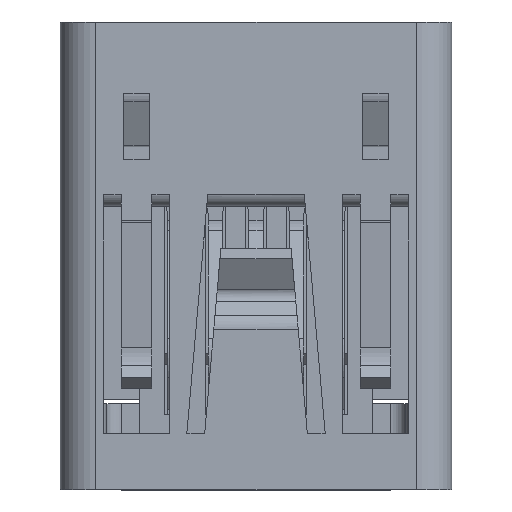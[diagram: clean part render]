
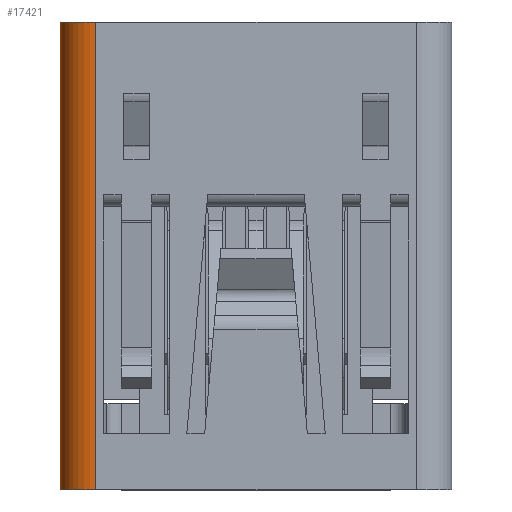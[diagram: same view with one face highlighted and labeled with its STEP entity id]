
A CAD part, top view. The second image highlights one B-rep face of the part: STEP entity #17421.
In plain terms, the highlighted cylindrical face has radius 0.7 mm (diameter 1.4 mm), a partial arc.
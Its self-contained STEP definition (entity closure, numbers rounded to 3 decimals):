
#490 = DIRECTION ( 'NONE',  ( 0., -1., 0. ) ) ;
#613 = DIRECTION ( 'NONE',  ( 1., 0., 0. ) ) ;
#1076 = ORIENTED_EDGE ( 'NONE', *, *, #2676, .F. ) ;
#1646 = CARTESIAN_POINT ( 'NONE',  ( -3.15, 0.175, 5.8 ) ) ;
#2301 = CARTESIAN_POINT ( 'NONE',  ( -3.15, -9.025, 5.8 ) ) ;
#2676 = EDGE_CURVE ( 'NONE', #7246, #16812, #17176, .T. ) ;
#3133 = CARTESIAN_POINT ( 'NONE',  ( -3.85, 5.727, 5.1 ) ) ;
#3298 = AXIS2_PLACEMENT_3D ( 'NONE', #7083, #18096, #8651 ) ;
#3466 = LINE ( 'NONE', #3133, #19733 ) ;
#3672 = FACE_OUTER_BOUND ( 'NONE', #13165, .T. ) ;
#3899 = EDGE_CURVE ( 'NONE', #17075, #16812, #17610, .T. ) ;
#6143 = CARTESIAN_POINT ( 'NONE',  ( -3.85, -9.025, 5.1 ) ) ;
#6365 = CIRCLE ( 'NONE', #3298, 0.7 ) ;
#6662 = ORIENTED_EDGE ( 'NONE', *, *, #11496, .T. ) ;
#7083 = CARTESIAN_POINT ( 'NONE',  ( -3.15, 0.175, 5.1 ) ) ;
#7246 = VERTEX_POINT ( 'NONE', #1646 ) ;
#8206 = CARTESIAN_POINT ( 'NONE',  ( -3.15, 5.727, 5.1 ) ) ;
#8651 = DIRECTION ( 'NONE',  ( 1., 0., 0. ) ) ;
#8759 = VERTEX_POINT ( 'NONE', #17141 ) ;
#9249 = ORIENTED_EDGE ( 'NONE', *, *, #3899, .T. ) ;
#10032 = DIRECTION ( 'NONE',  ( 0., 1., 0. ) ) ;
#10307 = AXIS2_PLACEMENT_3D ( 'NONE', #19463, #10032, #613 ) ;
#10328 = ORIENTED_EDGE ( 'NONE', *, *, #18733, .T. ) ;
#11496 = EDGE_CURVE ( 'NONE', #8759, #17075, #3466, .T. ) ;
#13165 = EDGE_LOOP ( 'NONE', ( #10328, #6662, #9249, #1076 ) ) ;
#14747 = AXIS2_PLACEMENT_3D ( 'NONE', #8206, #17703, #19289 ) ;
#15245 = CYLINDRICAL_SURFACE ( 'NONE', #14747, 0.7 ) ;
#16188 = CARTESIAN_POINT ( 'NONE',  ( -3.15, 5.727, 5.8 ) ) ;
#16812 = VERTEX_POINT ( 'NONE', #2301 ) ;
#17075 = VERTEX_POINT ( 'NONE', #6143 ) ;
#17141 = CARTESIAN_POINT ( 'NONE',  ( -3.85, 0.175, 5.1 ) ) ;
#17176 = LINE ( 'NONE', #16188, #20385 ) ;
#17305 = DIRECTION ( 'NONE',  ( 0., -1., 0. ) ) ;
#17421 = ADVANCED_FACE ( 'NONE', ( #3672 ), #15245, .T. ) ;
#17610 = CIRCLE ( 'NONE', #10307, 0.7 ) ;
#17703 = DIRECTION ( 'NONE',  ( 0., -1., 0. ) ) ;
#18096 = DIRECTION ( 'NONE',  ( 0., -1., 0. ) ) ;
#18733 = EDGE_CURVE ( 'NONE', #7246, #8759, #6365, .T. ) ;
#19289 = DIRECTION ( 'NONE',  ( -1., 0., 0. ) ) ;
#19463 = CARTESIAN_POINT ( 'NONE',  ( -3.15, -9.025, 5.1 ) ) ;
#19733 = VECTOR ( 'NONE', #17305, 1000. ) ;
#20385 = VECTOR ( 'NONE', #490, 1000. ) ;
